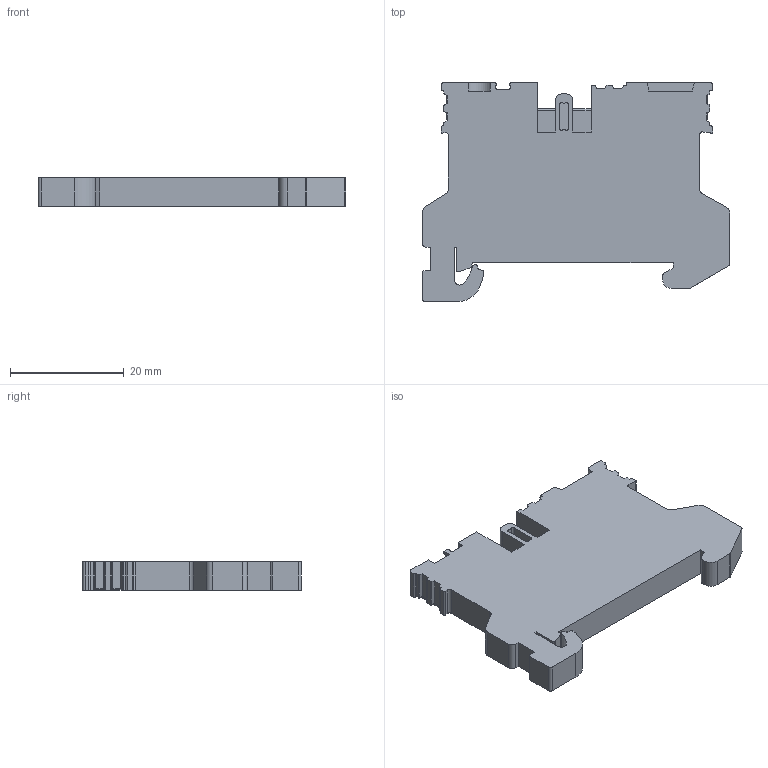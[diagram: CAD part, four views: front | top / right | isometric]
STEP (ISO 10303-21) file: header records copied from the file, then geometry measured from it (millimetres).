
FILE_DESCRIPTION((''),'2;1');
FILE_NAME('ZRKS25_1A1S_3D_VOLUMINA','2012-05-15T',('Ludolph'),(''),'PRO/ENGINEER BY PARAMETRIC TECHNOLOGY CORPORATION, 2007390','PRO/ENGINEER BY PARAMETRIC TECHNOLOGY CORPORATION, 2007390','');
FILE_SCHEMA(('CONFIG_CONTROL_DESIGN'));
Length unit declared in the file: millimetre
Products named in the file (1): ZRKS25_1A1S_3D_VOLUMINA
Bounding box: 54.1 x 38.5 x 5.1 mm (x, y, z)
Volume: 7755.7 mm3; surface area: 4568.8 mm2
Topology: 1 solids, 1 shells, 206 faces, 603 edges, 402 vertices
Faces by surface type: plane 141, cylinder 65
Entity records: 6873 total; most frequent: CARTESIAN_POINT 1237, ORIENTED_EDGE 1206, DIRECTION 1141, EDGE_CURVE 603, VECTOR 469, LINE 469, VERTEX_POINT 402, AXIS2_PLACEMENT_3D 336
